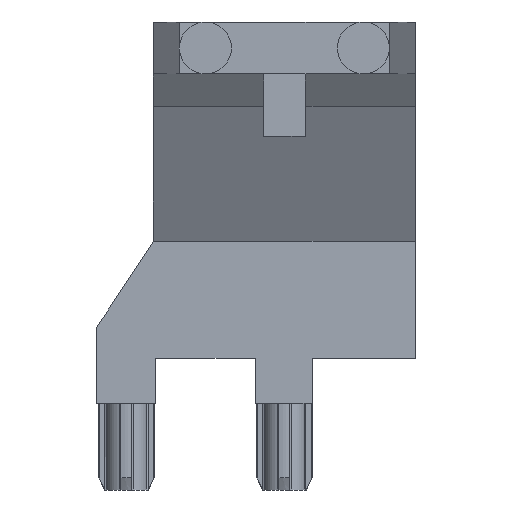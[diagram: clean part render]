
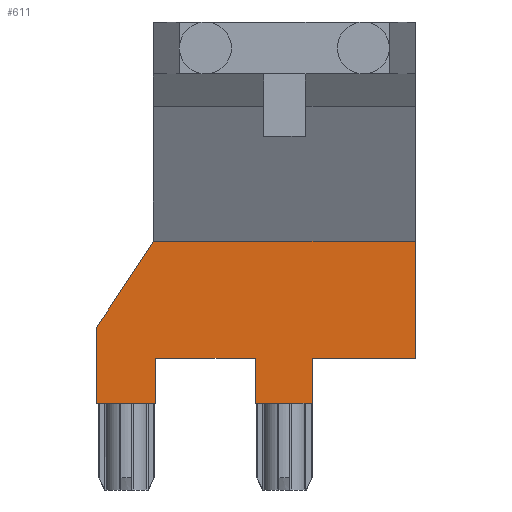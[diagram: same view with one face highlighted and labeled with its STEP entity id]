
A CAD part, left-side view. The second image highlights one B-rep face of the part: STEP entity #611.
In plain terms, the highlighted planar face has unit normal (-1, 0, 0).
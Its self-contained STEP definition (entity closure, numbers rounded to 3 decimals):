
#257=CARTESIAN_POINT('',(-1.905,-4.801,5.948));
#258=VERTEX_POINT('',#257);
#259=CARTESIAN_POINT('',(-1.905,-4.801,1.651));
#260=VERTEX_POINT('',#259);
#261=CARTESIAN_POINT('',(-1.905,-4.801,5.948));
#262=DIRECTION('',(0.0,0.0,-1.0));
#263=VECTOR('',#262,4.297);
#264=LINE('',#261,#263);
#265=EDGE_CURVE('',#258,#260,#264,.T.);
#297=CARTESIAN_POINT('',(-1.905,-1.016,1.651));
#298=VERTEX_POINT('',#297);
#299=CARTESIAN_POINT('',(-1.905,-4.801,1.651));
#300=DIRECTION('',(0.0,1.0,0.0));
#301=VECTOR('',#300,3.785);
#302=LINE('',#299,#301);
#303=EDGE_CURVE('',#260,#298,#302,.T.);
#328=CARTESIAN_POINT('',(-1.905,-1.016,0.));
#329=VERTEX_POINT('',#328);
#330=CARTESIAN_POINT('',(-1.905,-1.016,1.651));
#331=DIRECTION('',(0.0,0.0,-1.0));
#332=VECTOR('',#331,1.651);
#333=LINE('',#330,#332);
#334=EDGE_CURVE('',#298,#329,#333,.T.);
#359=CARTESIAN_POINT('',(-1.905,1.067,0.));
#360=VERTEX_POINT('',#359);
#361=CARTESIAN_POINT('',(-1.905,-1.016,0.));
#362=DIRECTION('',(0.0,1.0,0.0));
#363=VECTOR('',#362,2.083);
#364=LINE('',#361,#363);
#365=EDGE_CURVE('',#329,#360,#364,.T.);
#390=CARTESIAN_POINT('',(-1.905,1.067,1.651));
#391=VERTEX_POINT('',#390);
#392=CARTESIAN_POINT('',(-1.905,1.067,0.));
#393=DIRECTION('',(0.0,0.0,1.0));
#394=VECTOR('',#393,1.651);
#395=LINE('',#392,#394);
#396=EDGE_CURVE('',#360,#391,#395,.T.);
#421=CARTESIAN_POINT('',(-1.905,4.724,1.651));
#422=VERTEX_POINT('',#421);
#423=CARTESIAN_POINT('',(-1.905,1.067,1.651));
#424=DIRECTION('',(0.0,1.0,0.0));
#425=VECTOR('',#424,3.658);
#426=LINE('',#423,#425);
#427=EDGE_CURVE('',#391,#422,#426,.T.);
#452=CARTESIAN_POINT('',(-1.905,4.724,0.));
#453=VERTEX_POINT('',#452);
#454=CARTESIAN_POINT('',(-1.905,4.724,1.651));
#455=DIRECTION('',(0.0,0.0,-1.0));
#456=VECTOR('',#455,1.651);
#457=LINE('',#454,#456);
#458=EDGE_CURVE('',#422,#453,#457,.T.);
#483=CARTESIAN_POINT('',(-1.905,6.883,0.));
#484=VERTEX_POINT('',#483);
#485=CARTESIAN_POINT('',(-1.905,4.724,0.));
#486=DIRECTION('',(0.0,1.0,0.0));
#487=VECTOR('',#486,2.159);
#488=LINE('',#485,#487);
#489=EDGE_CURVE('',#453,#484,#488,.T.);
#514=CARTESIAN_POINT('',(-1.905,6.883,2.794));
#515=VERTEX_POINT('',#514);
#516=CARTESIAN_POINT('',(-1.905,6.883,0.));
#517=DIRECTION('',(0.0,0.0,1.0));
#518=VECTOR('',#517,2.794);
#519=LINE('',#516,#518);
#520=EDGE_CURVE('',#484,#515,#519,.T.);
#545=CARTESIAN_POINT('',(-1.905,4.801,5.944));
#546=VERTEX_POINT('',#545);
#547=CARTESIAN_POINT('',(-1.905,6.883,2.794));
#548=DIRECTION('',(0.,-0.551,0.834));
#549=VECTOR('',#548,3.777);
#550=LINE('',#547,#549);
#551=EDGE_CURVE('',#515,#546,#550,.T.);
#576=CARTESIAN_POINT('',(-1.905,4.801,5.944));
#577=DIRECTION('',(0.,-1.,0.));
#578=VECTOR('',#577,9.601);
#579=LINE('',#576,#578);
#580=EDGE_CURVE('',#546,#258,#579,.T.);
#593=CARTESIAN_POINT('',(-1.905,1.097,2.97));
#594=DIRECTION('',(1.0,0.0,0.0));
#595=DIRECTION('',(0.0,0.0,-1.0));
#596=AXIS2_PLACEMENT_3D('',#593,#594,#595);
#597=PLANE('',#596);
#598=ORIENTED_EDGE('',*,*,#265,.F.);
#599=ORIENTED_EDGE('',*,*,#580,.F.);
#600=ORIENTED_EDGE('',*,*,#551,.F.);
#601=ORIENTED_EDGE('',*,*,#520,.F.);
#602=ORIENTED_EDGE('',*,*,#489,.F.);
#603=ORIENTED_EDGE('',*,*,#458,.F.);
#604=ORIENTED_EDGE('',*,*,#427,.F.);
#605=ORIENTED_EDGE('',*,*,#396,.F.);
#606=ORIENTED_EDGE('',*,*,#365,.F.);
#607=ORIENTED_EDGE('',*,*,#334,.F.);
#608=ORIENTED_EDGE('',*,*,#303,.F.);
#609=EDGE_LOOP('',(#598,#599,#600,#601,#602,#603,#604,#605,#606,#607,#608));
#610=FACE_OUTER_BOUND('',#609,.T.);
#611=ADVANCED_FACE('',(#610),#597,.F.);
